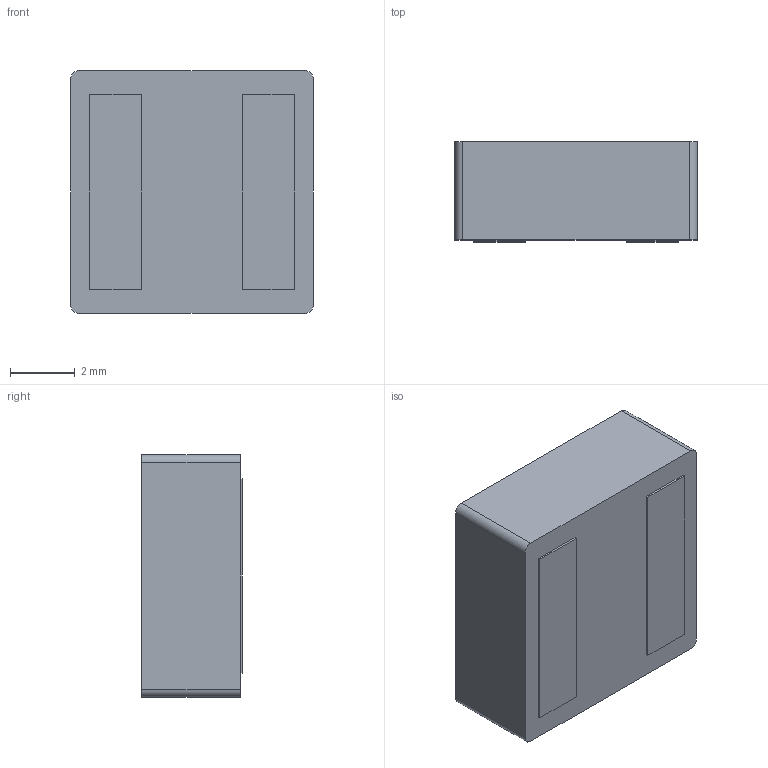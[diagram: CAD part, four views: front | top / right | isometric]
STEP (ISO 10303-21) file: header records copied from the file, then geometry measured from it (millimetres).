
FILE_DESCRIPTION (( 'STEP AP214' ), '1' );
FILE_NAME ('User Library-XAL7030-682.STEP', '2016-12-10T12:23:04', ( 'Windows User' ), ( '' ), 'SwSTEP 2.0', 'SolidWorks 2016', '' );
FILE_SCHEMA (( 'AUTOMOTIVE_DESIGN' ));
Length unit declared in the file: inch
Products named in the file (1): User Library-XAL7030-682
Bounding box: 7.49 x 3.1 x 7.49 mm (x, y, z)
Volume: 171.6 mm3; surface area: 242.1 mm2
Topology: 3 solids, 3 shells, 30 faces, 100 edges, 84 vertices
Faces by surface type: plane 26, cylinder 4
Entity records: 2018 total; most frequent: CARTESIAN_POINT 770, ORIENTED_EDGE 200, DIRECTION 134, EDGE_CURVE 100, VERTEX_POINT 84, LINE 56, VECTOR 56, AXIS2_PLACEMENT_3D 39
